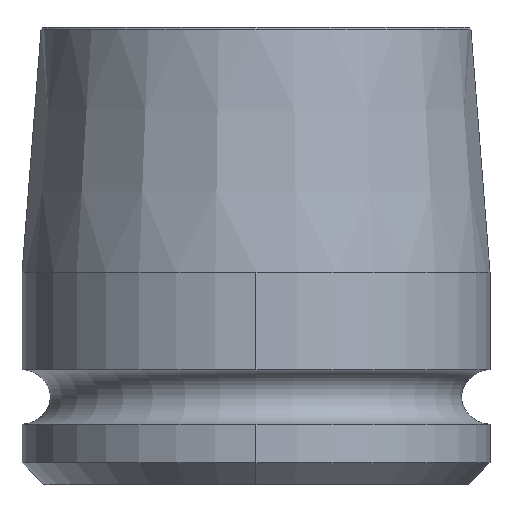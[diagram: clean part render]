
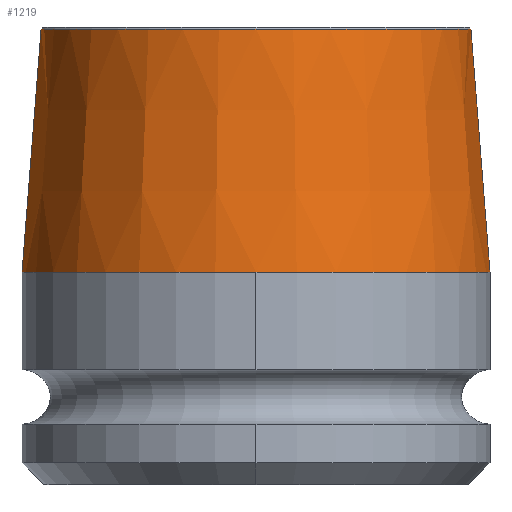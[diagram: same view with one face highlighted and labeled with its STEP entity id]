
A CAD part, left-side view. The second image highlights one B-rep face of the part: STEP entity #1219.
In plain terms, the highlighted conical face has half-angle 4.477 degrees and reference radius 41.25 mm.
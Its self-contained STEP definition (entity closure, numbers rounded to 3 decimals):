
#297=CARTESIAN_POINT('',(0.,0.,39.));
#298=DIRECTION('',(0.,0.,1.));
#299=DIRECTION('',(0.,1.,0.));
#300=AXIS2_PLACEMENT_3D('',#297,#298,#299);
#335=CARTESIAN_POINT('',(0.,0.,39.));
#336=DIRECTION('',(0.,0.,1.));
#337=DIRECTION('',(-1.,0.,0.));
#338=AXIS2_PLACEMENT_3D('',#335,#336,#337);
#353=DIRECTION('',(0.,0.078,-0.997));
#354=VECTOR('',#353,44.837);
#355=CARTESIAN_POINT('',(0.,39.5,83.7));
#356=LINE('',#355,#354);
#357=DIRECTION('',(0.,-0.078,-0.997));
#358=VECTOR('',#357,44.837);
#359=CARTESIAN_POINT('',(0.,-39.5,83.7));
#360=LINE('',#359,#358);
#370=CARTESIAN_POINT('',(0.,0.,83.7));
#371=DIRECTION('',(0.,0.,1.));
#372=DIRECTION('',(0.,1.,0.));
#373=AXIS2_PLACEMENT_3D('',#370,#371,#372);
#862=CARTESIAN_POINT('',(0.,-43.,39.));
#864=VERTEX_POINT('',#862);
#866=CARTESIAN_POINT('',(0.,43.,39.));
#867=VERTEX_POINT('',#866);
#868=CARTESIAN_POINT('',(-43.,0.,39.));
#869=VERTEX_POINT('',#868);
#870=CARTESIAN_POINT('',(0.,39.5,83.7));
#871=CARTESIAN_POINT('',(0.,-39.5,83.7));
#872=VERTEX_POINT('',#870);
#873=VERTEX_POINT('',#871);
#1204=CARTESIAN_POINT('',(0.,0.,61.35));
#1205=DIRECTION('',(0.,0.,-1.));
#1206=DIRECTION('',(0.,-1.,0.));
#1207=AXIS2_PLACEMENT_3D('',#1204,#1205,#1206);
#1208=CONICAL_SURFACE('',#1207,41.25,4.477);
#1209=ORIENTED_EDGE('',*,*,#1143,.F.);
#1211=ORIENTED_EDGE('',*,*,#1210,.F.);
#1213=ORIENTED_EDGE('',*,*,#1212,.T.);
#1215=ORIENTED_EDGE('',*,*,#1214,.T.);
#1216=ORIENTED_EDGE('',*,*,#1171,.F.);
#1217=EDGE_LOOP('',(#1209,#1211,#1213,#1215,#1216));
#1218=FACE_OUTER_BOUND('',#1217,.F.);
#1219=ADVANCED_FACE('',(#1218),#1208,.T.);
#301=CIRCLE('',#300,43.);
#339=CIRCLE('',#338,43.);
#374=CIRCLE('',#373,39.5);
#1143=EDGE_CURVE('',#867,#869,#301,.T.);
#1171=EDGE_CURVE('',#869,#864,#339,.T.);
#1210=EDGE_CURVE('',#872,#867,#356,.T.);
#1212=EDGE_CURVE('',#872,#873,#374,.T.);
#1214=EDGE_CURVE('',#873,#864,#360,.T.);
